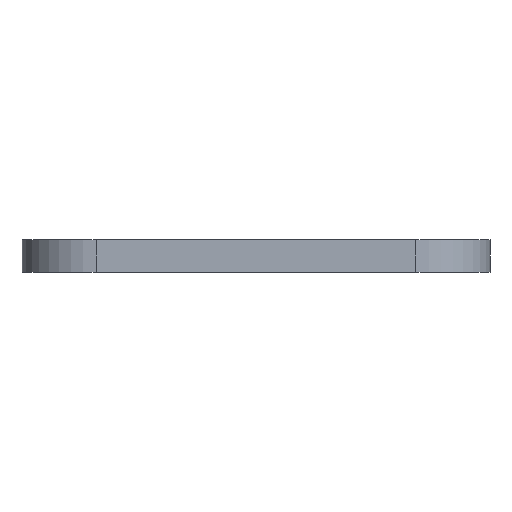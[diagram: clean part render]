
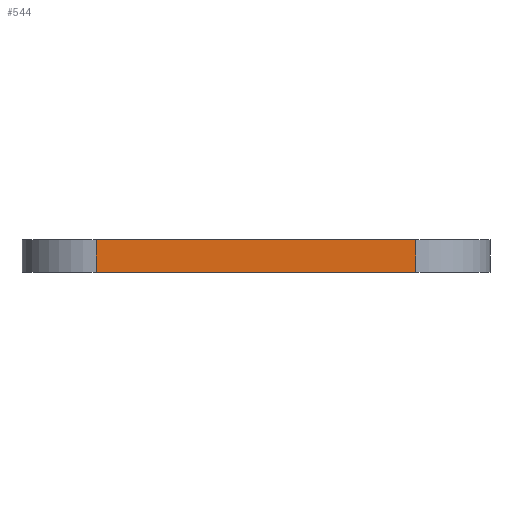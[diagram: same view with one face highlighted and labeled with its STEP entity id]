
A CAD part, front view. The second image highlights one B-rep face of the part: STEP entity #544.
In plain terms, the highlighted planar face has unit normal (0, -1, 0).
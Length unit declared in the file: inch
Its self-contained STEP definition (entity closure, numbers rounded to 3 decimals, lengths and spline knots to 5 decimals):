
#53=PLANE('',#613);
#64=FACE_OUTER_BOUND('',#106,.T.);
#106=EDGE_LOOP('',(#414,#415,#416,#417));
#157=LINE('',#832,#189);
#159=LINE('',#838,#191);
#167=LINE('',#890,#199);
#168=LINE('',#891,#200);
#189=VECTOR('',#664,0.3937);
#191=VECTOR('',#670,0.3937);
#199=VECTOR('',#716,0.3937);
#200=VECTOR('',#717,0.3937);
#260=VERTEX_POINT('',#829);
#261=VERTEX_POINT('',#831);
#263=VERTEX_POINT('',#837);
#288=VERTEX_POINT('',#889);
#314=EDGE_CURVE('',#260,#261,#157,.T.);
#317=EDGE_CURVE('',#261,#263,#159,.T.);
#343=EDGE_CURVE('',#288,#260,#167,.T.);
#344=EDGE_CURVE('',#263,#288,#168,.T.);
#414=ORIENTED_EDGE('',*,*,#314,.F.);
#415=ORIENTED_EDGE('',*,*,#343,.F.);
#416=ORIENTED_EDGE('',*,*,#344,.F.);
#417=ORIENTED_EDGE('',*,*,#317,.F.);
#544=ADVANCED_FACE('',(#64),#53,.T.);
#613=AXIS2_PLACEMENT_3D('',#888,#714,#715);
#664=DIRECTION('',(0.,0.,-1.));
#670=DIRECTION('',(-1.,0.,0.));
#714=DIRECTION('center_axis',(0.,-1.,0.));
#715=DIRECTION('ref_axis',(1.,0.,0.));
#716=DIRECTION('',(1.,0.,0.));
#717=DIRECTION('',(0.,0.,1.));
#829=CARTESIAN_POINT('',(0.82298,-5.36953,0.22047));
#831=CARTESIAN_POINT('',(0.82298,-5.36953,0.));
#832=CARTESIAN_POINT('',(0.82298,-5.36953,0.));
#837=CARTESIAN_POINT('',(-1.32821,-5.36953,0.));
#838=CARTESIAN_POINT('',(1.32298,-5.36953,0.));
#888=CARTESIAN_POINT('Origin',(-1.82821,-5.36953,0.));
#889=CARTESIAN_POINT('',(-1.32821,-5.36953,0.22047));
#890=CARTESIAN_POINT('',(1.32298,-5.36953,0.22047));
#891=CARTESIAN_POINT('',(-1.32821,-5.36953,0.));
